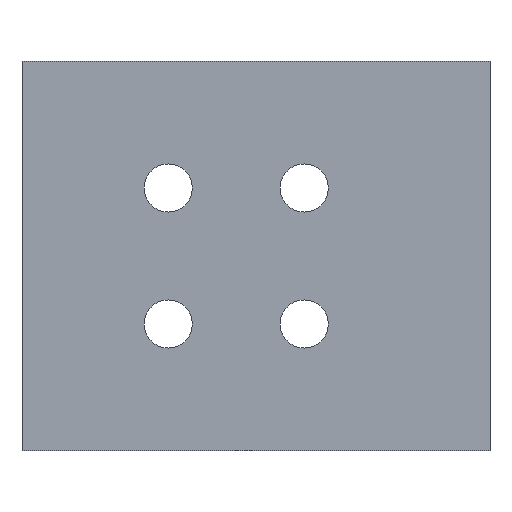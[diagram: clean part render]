
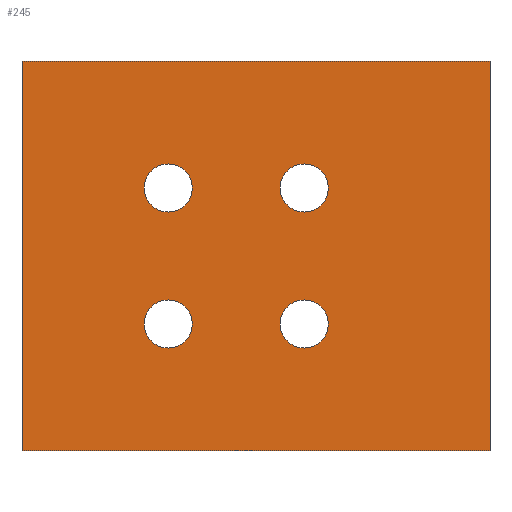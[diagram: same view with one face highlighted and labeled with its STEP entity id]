
A CAD part, front view. The second image highlights one B-rep face of the part: STEP entity #245.
In plain terms, the highlighted planar face has unit normal (0, -1, 0).
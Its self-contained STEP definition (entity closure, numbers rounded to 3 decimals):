
#101 = VERTEX_POINT( '', #267 );
#115 = EDGE_CURVE( '', #139, #243, #282, .T. );
#129 = EDGE_CURVE( '', #155, #173, #298, .T. );
#139 = VERTEX_POINT( '', #308 );
#141 = EDGE_CURVE( '', #181, #213, #310, .T. );
#145 = EDGE_CURVE( '', #213, #181, #315, .T. );
#147 = EDGE_CURVE( '', #229, #235, #317, .T. );
#149 = EDGE_CURVE( '', #243, #163, #319, .T. );
#155 = VERTEX_POINT( '', #325 );
#163 = VERTEX_POINT( '', #335 );
#171 = EDGE_CURVE( '', #101, #139, #344, .T. );
#173 = VERTEX_POINT( '', #346 );
#175 = EDGE_CURVE( '', #201, #227, #348, .T. );
#181 = VERTEX_POINT( '', #360 );
#201 = VERTEX_POINT( '', #381 );
#207 = EDGE_CURVE( '', #227, #201, #387, .T. );
#213 = VERTEX_POINT( '', #395 );
#215 = EDGE_CURVE( '', #173, #155, #397, .T. );
#221 = EDGE_CURVE( '', #163, #101, #403, .T. );
#227 = VERTEX_POINT( '', #409 );
#229 = VERTEX_POINT( '', #411 );
#235 = VERTEX_POINT( '', #418 );
#237 = EDGE_CURVE( '', #235, #229, #420, .T. );
#243 = VERTEX_POINT( '', #426 );
#245 = ADVANCED_FACE( '', ( #428, #429, #430, #431, #432 ), #433, .F. );
#267 = CARTESIAN_POINT( '', ( 41.3, 0., 34.4 ) );
#282 = LINE( '', #468, #469 );
#298 = CIRCLE( '', #491, 4.25 );
#308 = CARTESIAN_POINT( '', ( 41.3, 0., -34.4 ) );
#310 = CIRCLE( '', #507, 4.25 );
#315 = CIRCLE( '', #513, 4.25 );
#317 = CIRCLE( '', #516, 4.25 );
#319 = LINE( '', #519, #520 );
#325 = CARTESIAN_POINT( '', ( -11.25, 0., 12. ) );
#335 = CARTESIAN_POINT( '', ( -41.3, 0., 34.4 ) );
#344 = LINE( '', #554, #555 );
#346 = CARTESIAN_POINT( '', ( -19.75, 0., 12. ) );
#348 = CIRCLE( '', #560, 4.25 );
#360 = CARTESIAN_POINT( '', ( 12.75, 0., -12. ) );
#381 = CARTESIAN_POINT( '', ( 4.25, 0., 12. ) );
#387 = CIRCLE( '', #615, 4.25 );
#395 = CARTESIAN_POINT( '', ( 4.25, 0., -12. ) );
#397 = CIRCLE( '', #626, 4.25 );
#403 = LINE( '', #633, #634 );
#409 = CARTESIAN_POINT( '', ( 12.75, 0., 12. ) );
#411 = CARTESIAN_POINT( '', ( -11.25, 0., -12. ) );
#418 = CARTESIAN_POINT( '', ( -19.75, 0., -12. ) );
#420 = CIRCLE( '', #653, 4.25 );
#426 = CARTESIAN_POINT( '', ( -41.3, 0., -34.4 ) );
#428 = FACE_OUTER_BOUND( '', #661, .T. );
#429 = FACE_BOUND( '', #662, .T. );
#430 = FACE_BOUND( '', #663, .T. );
#431 = FACE_BOUND( '', #664, .T. );
#432 = FACE_BOUND( '', #665, .T. );
#433 = PLANE( '', #666 );
#468 = CARTESIAN_POINT( '', ( 41.3, 0., -34.4 ) );
#469 = VECTOR( '', #684, 1. );
#491 = AXIS2_PLACEMENT_3D( '', #706, #707, #708 );
#507 = AXIS2_PLACEMENT_3D( '', #713, #714, #715 );
#513 = AXIS2_PLACEMENT_3D( '', #724, #725, #726 );
#516 = AXIS2_PLACEMENT_3D( '', #727, #728, #729 );
#519 = CARTESIAN_POINT( '', ( -41.3, 0., -34.4 ) );
#520 = VECTOR( '', #730, 1. );
#554 = CARTESIAN_POINT( '', ( 41.3, 0., 34.4 ) );
#555 = VECTOR( '', #764, 1. );
#560 = AXIS2_PLACEMENT_3D( '', #765, #766, #767 );
#615 = AXIS2_PLACEMENT_3D( '', #810, #811, #812 );
#626 = AXIS2_PLACEMENT_3D( '', #829, #830, #831 );
#633 = CARTESIAN_POINT( '', ( -41.3, 0., 34.4 ) );
#634 = VECTOR( '', #832, 1. );
#653 = AXIS2_PLACEMENT_3D( '', #844, #845, #846 );
#661 = EDGE_LOOP( '', ( #852, #853, #854, #855 ) );
#662 = EDGE_LOOP( '', ( #856, #857 ) );
#663 = EDGE_LOOP( '', ( #858, #859 ) );
#664 = EDGE_LOOP( '', ( #860, #861 ) );
#665 = EDGE_LOOP( '', ( #862, #863 ) );
#666 = AXIS2_PLACEMENT_3D( '', #864, #865, #866 );
#684 = DIRECTION( '', ( -1., 0., 0. ) );
#706 = CARTESIAN_POINT( '', ( -15.5, 0., 12. ) );
#707 = DIRECTION( '', ( 0., 1., 0. ) );
#708 = DIRECTION( '', ( 1., 0., 0. ) );
#713 = CARTESIAN_POINT( '', ( 8.5, 0., -12. ) );
#714 = DIRECTION( '', ( 0., 1., 0. ) );
#715 = DIRECTION( '', ( 1., 0., 0. ) );
#724 = CARTESIAN_POINT( '', ( 8.5, 0., -12. ) );
#725 = DIRECTION( '', ( 0., 1., 0. ) );
#726 = DIRECTION( '', ( 1., 0., 0. ) );
#727 = CARTESIAN_POINT( '', ( -15.5, 0., -12. ) );
#728 = DIRECTION( '', ( 0., 1., 0. ) );
#729 = DIRECTION( '', ( 1., 0., 0. ) );
#730 = DIRECTION( '', ( 0., 0., 1. ) );
#764 = DIRECTION( '', ( 0., 0., -1. ) );
#765 = CARTESIAN_POINT( '', ( 8.5, 0., 12. ) );
#766 = DIRECTION( '', ( 0., 1., 0. ) );
#767 = DIRECTION( '', ( 1., 0., 0. ) );
#810 = CARTESIAN_POINT( '', ( 8.5, 0., 12. ) );
#811 = DIRECTION( '', ( 0., 1., 0. ) );
#812 = DIRECTION( '', ( 1., 0., 0. ) );
#829 = CARTESIAN_POINT( '', ( -15.5, 0., 12. ) );
#830 = DIRECTION( '', ( 0., 1., 0. ) );
#831 = DIRECTION( '', ( 1., 0., 0. ) );
#832 = DIRECTION( '', ( 1., 0., 0. ) );
#844 = CARTESIAN_POINT( '', ( -15.5, 0., -12. ) );
#845 = DIRECTION( '', ( 0., 1., 0. ) );
#846 = DIRECTION( '', ( 1., 0., 0. ) );
#852 = ORIENTED_EDGE( '', *, *, #221, .F. );
#853 = ORIENTED_EDGE( '', *, *, #149, .F. );
#854 = ORIENTED_EDGE( '', *, *, #115, .F. );
#855 = ORIENTED_EDGE( '', *, *, #171, .F. );
#856 = ORIENTED_EDGE( '', *, *, #141, .T. );
#857 = ORIENTED_EDGE( '', *, *, #145, .T. );
#858 = ORIENTED_EDGE( '', *, *, #207, .T. );
#859 = ORIENTED_EDGE( '', *, *, #175, .T. );
#860 = ORIENTED_EDGE( '', *, *, #129, .T. );
#861 = ORIENTED_EDGE( '', *, *, #215, .T. );
#862 = ORIENTED_EDGE( '', *, *, #147, .T. );
#863 = ORIENTED_EDGE( '', *, *, #237, .T. );
#864 = CARTESIAN_POINT( '', ( 0., 0., 0. ) );
#865 = DIRECTION( '', ( 0., 1., 0. ) );
#866 = DIRECTION( '', ( 0., 0., 1. ) );
